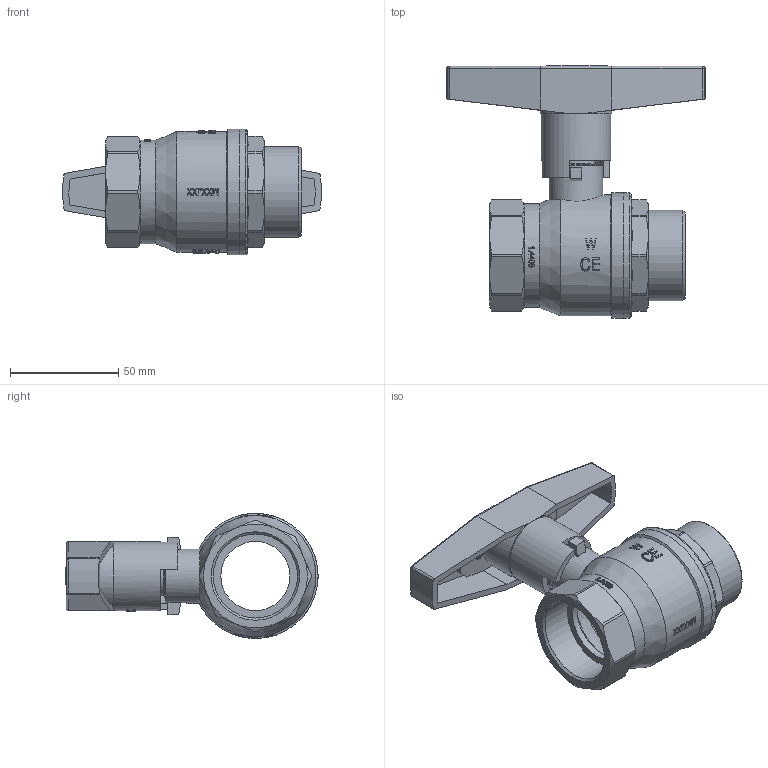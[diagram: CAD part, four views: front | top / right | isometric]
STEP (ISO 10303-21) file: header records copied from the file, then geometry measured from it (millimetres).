
FILE_DESCRIPTION(/* description */ ('Unknown','CAx-IF Rec.Pracs.---Representation and Presentation of Product Manufacturing Information (PMI)---4.0---2014-10-13','CAx-IF Rec.Pracs.---3D Tessellated Geometry---0.4---2014-09-14','2;1'),/* implementation_level */ '2;1');
FILE_NAME(/* name */ '9371-07',/* time_stamp */ '2024-02-19T11:59:14+01:00',/* author */ ('Unknown'),/* organization */ ('Unknown'),/* preprocessor_version */ 'ST-DEVELOPER v18.102',/* originating_system */ 'Solid Edge',/* authorisation */ 'Unknown');
FILE_SCHEMA (('AP242_MANAGED_MODEL_BASED_3D_ENGINEERING_MIM_LF { 1 0 10303 442 1 1 4 }'));
Length unit declared in the file: millimetre
Products named in the file (12): 9371-07; Assem1_oa_0; Einschraubteil-1-1_4.1; Kvrper__1-1_4; Stopfbuchse__1-1_4_-_2; Spindel-Zusammanbau__1-1_4; Spindeldichtung.2__1-1_4_-_2; Spindel__1-1_4; T-Griff 1 1_4-1 1_2; Schraube-m-imbus-1; T-Griff-Al-1_1_4-1_1_2-a; Abdeckkappe-3_8-1_1_2_0
Assembly tree (11 placements, depth 4):
  9371-07
    Assem1_oa_0
      Einschraubteil-1-1_4.1
      Kvrper__1-1_4
      Stopfbuchse__1-1_4_-_2
      Spindel-Zusammanbau__1-1_4
        Spindeldichtung.2__1-1_4_-_2
        Spindel__1-1_4
    T-Griff 1 1_4-1 1_2
      Schraube-m-imbus-1
      T-Griff-Al-1_1_4-1_1_2-a
      Abdeckkappe-3_8-1_1_2_0
Bounding box: 119.85 x 116.7 x 58 mm (x, y, z)
Volume: 116819.4 mm3; surface area: 67133.2 mm2
Topology: 8 solids, 8 shells, 1175 faces, 3237 edges, 2137 vertices
Faces by surface type: plane 989, cylinder 115, cone 61, torus 5, sphere 5
Full cylindrical faces by diameter (mm): 3.4 x2, 5.4 x4, 8.5 x1, 14 x3, 14.2 x1, 14.5 x1, 18 x2, 18.38 x1, 18.5 x1, 19 x1, 20 x1, 21 x1, 25 x1, 26 x1, 32 x3, 38.952 x1, 41.91 x1, 43 x2, 48 x1, 50.5 x1, 52 x1, 55.2 x1, 56 x1, 58 x2
Entity records: 38318 total; most frequent: CARTESIAN_POINT 7251, DIRECTION 6863, ORIENTED_EDGE 6294, EDGE_CURVE 3147, AXIS2_PLACEMENT_3D 2621, VERTEX_POINT 2111, LINE 1621, VECTOR 1621
